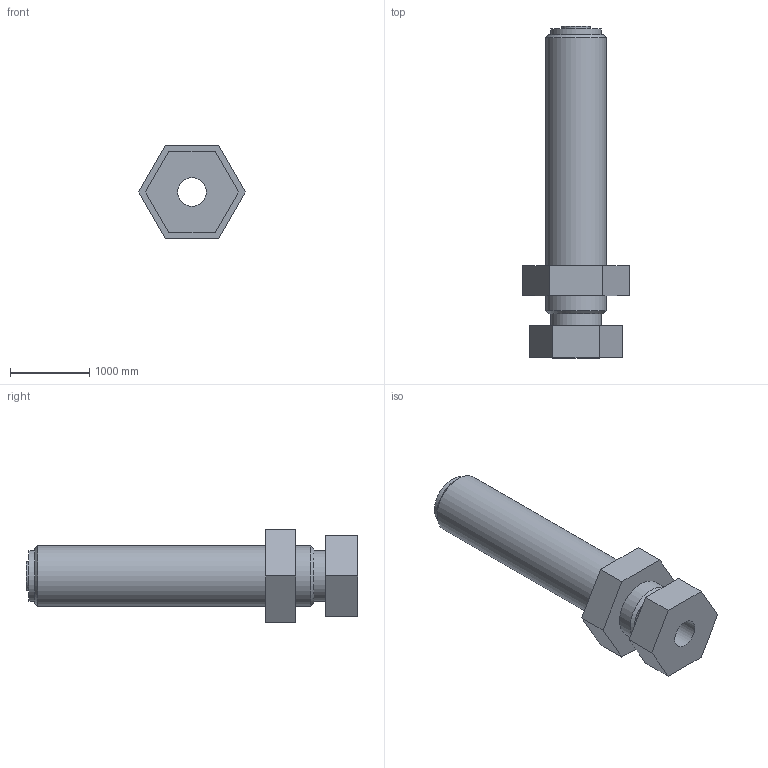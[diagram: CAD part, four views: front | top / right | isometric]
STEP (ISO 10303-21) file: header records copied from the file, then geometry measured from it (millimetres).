
FILE_DESCRIPTION(/* description */ (''),/* implementation_level */ '2;1');
FILE_NAME(/* name */ '3015.stp',/* time_stamp */ '2018-02-23T12:46:50-05:00',/* author */ (''),/* organization */ (''),/* preprocessor_version */ 'ST-DEVELOPER v16',/* originating_system */ 'SIEMENS PLM Software NX 11.0',/* authorisation */ '');
FILE_SCHEMA (('AUTOMOTIVE_DESIGN { 1 0 10303 214 3 1 1 1 }'));
Length unit declared in the file: millimetre
Products named in the file (1): model6
Bounding box: 1349.15 x 4199.4 x 1168.4 mm (x, y, z)
Volume: 1898778423.4 mm3; surface area: 20772585.7 mm2
Topology: 2 solids, 2 shells, 26 faces, 65 edges, 45 vertices
Faces by surface type: plane 18, cylinder 5, cone 3
Full cylindrical faces by diameter (mm): 360.68 x1, 635 x2, 762 x2
Entity records: 827 total; most frequent: DIRECTION 140, CARTESIAN_POINT 137, ORIENTED_EDGE 130, EDGE_CURVE 65, AXIS2_PLACEMENT_3D 48, VERTEX_POINT 45, LINE 44, VECTOR 44
